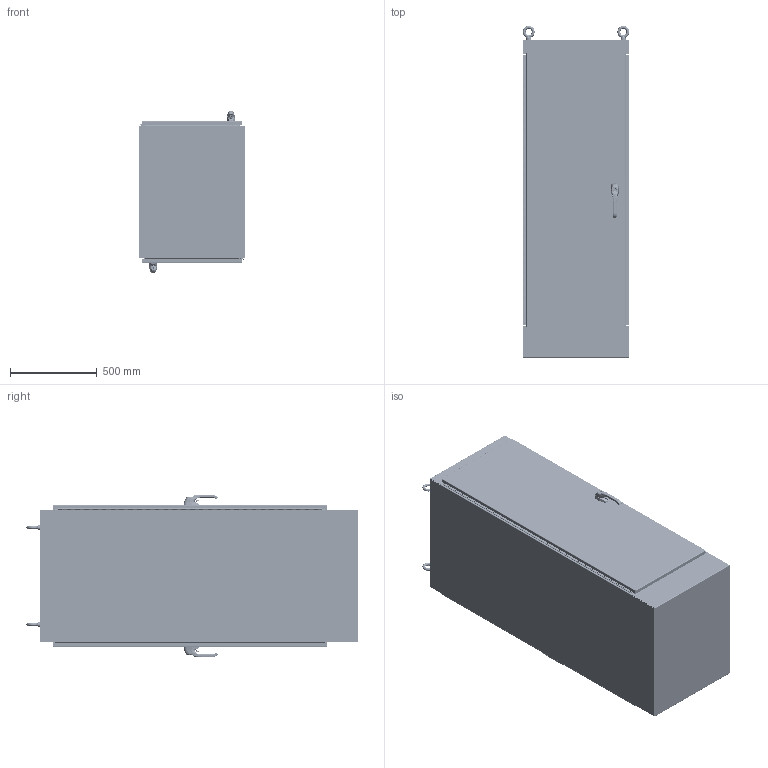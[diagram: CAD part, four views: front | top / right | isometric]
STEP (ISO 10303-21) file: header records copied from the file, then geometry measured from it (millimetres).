
FILE_DESCRIPTION(/* description */ ('LRS,NEMA12,FS,DA,72X30'),/* implementation_level */ '2;1');
FILE_NAME(/* name */ 'WA722430FSDA.stp',/* time_stamp */ '2014-07-22T19:12:15+06:00',/* author */ ('dc'),/* organization */ (''),/* preprocessor_version */ 'ST-DEVELOPER v15.2',/* originating_system */ 'Autodesk Inventor 2014',/* authorisation */ '');
FILE_SCHEMA (('AUTOMOTIVE_DESIGN { 1 0 10303 214 3 1 1 }'));
Products named in the file (38): WA7230FSDALRS; WA2430FSDABTM; WA2430FSDATOP; WA7224FSDADR; 38846; 3064; 316298; HFW3025; 349132; FUN00104-28.75; FUN00104; HFW3121; HFW31233; HFW3681; CHUTE_BOLT_GUIDE_ASSM; HFW32450; 1091-903_AF0_1; 1091-903_AF0_2; 1091-903_AF0; PLASTIC-ROLLER-CAM_AF1; 7379-M6-8X25_AF0; LOCK-NUT_AF0; PLASTIC-ROLLER-CAM_AF0_ASM; SUPPORT-ROLL_AF0; 1091-BR11_AF0; HFW31712; 37029; 3021WIE; HFW3762; 31215; 3862; LARGE_DOOR_ROD_ASSM-37029; HSSN1300W60T; HSSN1300W60L; HSSN1300W60P; HSSN1300W60; HSSN1300W60_1; WA722430FSDA
Bounding box: 612.77 x 1911.17 x 932.81 mm (x, y, z)
Volume: 17741868.6 mm3; surface area: 15065350.1 mm2
Topology: 90 solids, 3052 shells, 5786 faces, 20884 edges, 18198 vertices
Faces by surface type: plane 2392, cylinder 2036, torus 524, bspline 384, cone 268, sphere 182
Full cylindrical faces by diameter (mm): 3.048 x2, 3.9 x2, 4.2 x4, 4.5 x4, 5 x6, 5.08 x8, 5.69 x8, 6 x2, 6.128 x4, 6.172 x4, 6.337 x12, 6.35 x20, 6.41 x4, 7.023 x32, 7.112 x6, 7.144 x4, 7.938 x4, 8 x2, 8.2 x2, 8.56 x4, 9.525 x4, 10.16 x8, 12.7 x4, 13 x2, 13.2 x2, 14.287 x4, 15 x2, 16.307 x4, 19 x2, 19.05 x44
Entity records: 158076 total; most frequent: CARTESIAN_POINT 70084, DIRECTION 16649, ORIENTED_EDGE 12603, EDGE_CURVE 9665, VERTEX_POINT 8689, AXIS2_PLACEMENT_3D 5910, LINE 4829, VECTOR 4829
